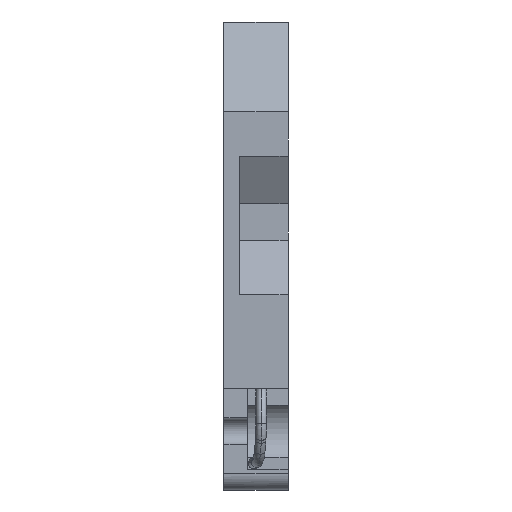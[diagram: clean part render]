
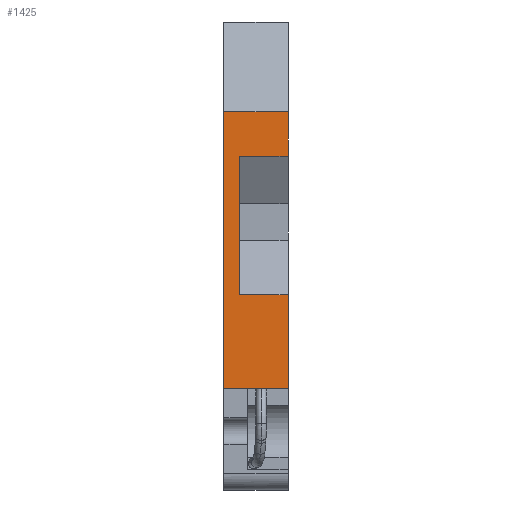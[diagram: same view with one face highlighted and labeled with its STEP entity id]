
A CAD part, front view. The second image highlights one B-rep face of the part: STEP entity #1425.
In plain terms, the highlighted planar face has unit normal (0, -1, 0).
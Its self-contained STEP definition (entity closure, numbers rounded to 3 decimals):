
#1394=AXIS2_PLACEMENT_3D('Plane Axis2P3D',#1391,#1392,#1393) ;
#83=CARTESIAN_POINT('Vertex',(0.,0.,12.5)) ;
#97=CARTESIAN_POINT('Vertex',(7.9,0.,12.5)) ;
#100=CARTESIAN_POINT('Line Origine',(3.95,0.,12.5)) ;
#591=CARTESIAN_POINT('Vertex',(0.,0.,46.5)) ;
#594=CARTESIAN_POINT('Line Origine',(3.95,0.,46.5)) ;
#598=CARTESIAN_POINT('Vertex',(7.9,0.,46.5)) ;
#1111=CARTESIAN_POINT('Line Origine',(0.,0.,29.5)) ;
#1230=CARTESIAN_POINT('Line Origine',(7.9,0.,43.75)) ;
#1234=CARTESIAN_POINT('Vertex',(7.9,0.,41.)) ;
#1283=CARTESIAN_POINT('Vertex',(7.9,0.,24.)) ;
#1286=CARTESIAN_POINT('Line Origine',(7.9,0.,18.25)) ;
#1391=CARTESIAN_POINT('Axis2P3D Location',(7.9,0.,46.5)) ;
#1396=CARTESIAN_POINT('Line Origine',(4.9,0.,24.)) ;
#1400=CARTESIAN_POINT('Vertex',(1.9,0.,24.)) ;
#1403=CARTESIAN_POINT('Line Origine',(1.9,0.,32.5)) ;
#1407=CARTESIAN_POINT('Vertex',(1.9,0.,41.)) ;
#1410=CARTESIAN_POINT('Line Origine',(4.9,0.,41.)) ;
#101=DIRECTION('Vector Direction',(-1.,0.,0.)) ;
#595=DIRECTION('Vector Direction',(1.,0.,0.)) ;
#1112=DIRECTION('Vector Direction',(0.,0.,-1.)) ;
#1231=DIRECTION('Vector Direction',(0.,0.,-1.)) ;
#1287=DIRECTION('Vector Direction',(0.,0.,-1.)) ;
#1392=DIRECTION('Axis2P3D Direction',(0.,1.,0.)) ;
#1393=DIRECTION('Axis2P3D XDirection',(0.,0.,-1.)) ;
#1397=DIRECTION('Vector Direction',(-1.,0.,0.)) ;
#1404=DIRECTION('Vector Direction',(0.,0.,-1.)) ;
#1411=DIRECTION('Vector Direction',(-1.,0.,0.)) ;
#102=VECTOR('Line Direction',#101,1.) ;
#596=VECTOR('Line Direction',#595,1.) ;
#1113=VECTOR('Line Direction',#1112,1.) ;
#1232=VECTOR('Line Direction',#1231,1.) ;
#1288=VECTOR('Line Direction',#1287,1.) ;
#1398=VECTOR('Line Direction',#1397,1.) ;
#1405=VECTOR('Line Direction',#1404,1.) ;
#1412=VECTOR('Line Direction',#1411,1.) ;
#1416=ORIENTED_EDGE('',*,*,#1402,.T.) ;
#1417=ORIENTED_EDGE('',*,*,#1409,.F.) ;
#1418=ORIENTED_EDGE('',*,*,#1414,.F.) ;
#1419=ORIENTED_EDGE('',*,*,#1236,.F.) ;
#1420=ORIENTED_EDGE('',*,*,#600,.F.) ;
#1421=ORIENTED_EDGE('',*,*,#1115,.F.) ;
#1422=ORIENTED_EDGE('',*,*,#104,.F.) ;
#1423=ORIENTED_EDGE('',*,*,#1290,.F.) ;
#1425=ADVANCED_FACE(' KLTR RSF3 TS32.1\\K\X2\00F6\X0\rper.2',(#1424),#1395,.F.) ;
#104=EDGE_CURVE('',#98,#84,#103,.T.) ;
#600=EDGE_CURVE('',#592,#599,#597,.T.) ;
#1115=EDGE_CURVE('',#84,#592,#1114,.F.) ;
#1236=EDGE_CURVE('',#599,#1235,#1233,.T.) ;
#1290=EDGE_CURVE('',#1284,#98,#1289,.T.) ;
#1402=EDGE_CURVE('',#1284,#1401,#1399,.T.) ;
#1409=EDGE_CURVE('',#1408,#1401,#1406,.T.) ;
#1414=EDGE_CURVE('',#1235,#1408,#1413,.T.) ;
#1415=EDGE_LOOP('',(#1416,#1417,#1418,#1419,#1420,#1421,#1422,#1423)) ;
#1424=FACE_OUTER_BOUND('',#1415,.T.) ;
#103=LINE('Line',#100,#102) ;
#597=LINE('Line',#594,#596) ;
#1114=LINE('Line',#1111,#1113) ;
#1233=LINE('Line',#1230,#1232) ;
#1289=LINE('Line',#1286,#1288) ;
#1399=LINE('Line',#1396,#1398) ;
#1406=LINE('Line',#1403,#1405) ;
#1413=LINE('Line',#1410,#1412) ;
#1395=PLANE('',#1394) ;
#84=VERTEX_POINT('',#83) ;
#98=VERTEX_POINT('',#97) ;
#592=VERTEX_POINT('',#591) ;
#599=VERTEX_POINT('',#598) ;
#1235=VERTEX_POINT('',#1234) ;
#1284=VERTEX_POINT('',#1283) ;
#1401=VERTEX_POINT('',#1400) ;
#1408=VERTEX_POINT('',#1407) ;
